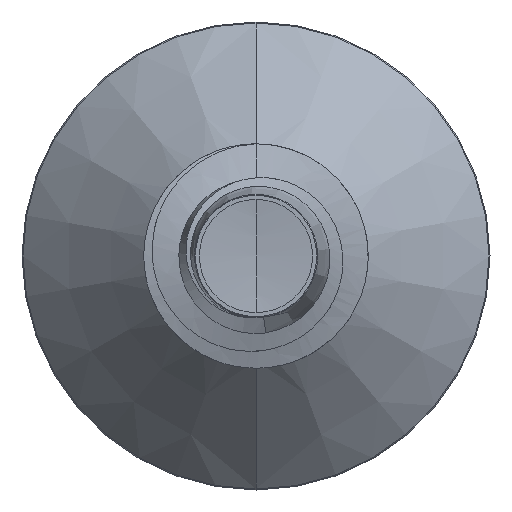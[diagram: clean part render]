
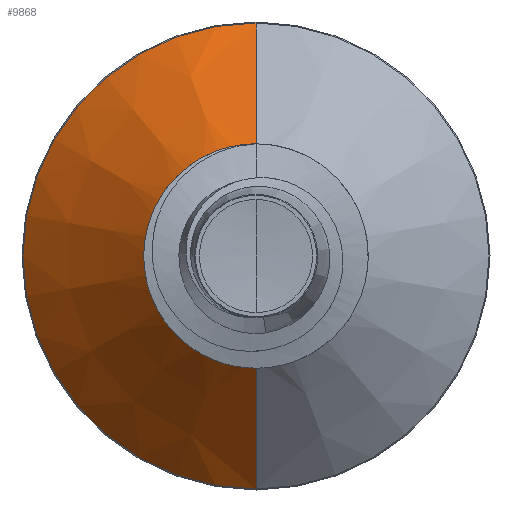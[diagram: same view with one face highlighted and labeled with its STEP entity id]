
A CAD part, front view. The second image highlights one B-rep face of the part: STEP entity #9868.
In plain terms, the highlighted conical face has half-angle 45 degrees and reference radius 1.633 mm.
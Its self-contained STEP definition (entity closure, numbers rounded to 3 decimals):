
#42 = DIRECTION ( 'NONE',  ( 0., 0.707, -0.707 ) ) ;
#105 = DIRECTION ( 'NONE',  ( 0., 0., 1. ) ) ;
#107 = DIRECTION ( 'NONE',  ( 0., 1., 0. ) ) ;
#121 = CARTESIAN_POINT ( 'NONE',  ( 0., 5.335, 0. ) ) ;
#152 = CARTESIAN_POINT ( 'NONE',  ( 0., 3.332, -1.632 ) ) ;
#881 = DIRECTION ( 'NONE',  ( 0., 0., 1. ) ) ;
#923 = DIRECTION ( 'NONE',  ( 0., 1., 0. ) ) ;
#974 = CARTESIAN_POINT ( 'NONE',  ( 0., 3.332, 0. ) ) ;
#1665 = DIRECTION ( 'NONE',  ( 0., 0.707, 0.707 ) ) ;
#1677 = CARTESIAN_POINT ( 'NONE',  ( 0., 3.332, 1.632 ) ) ;
#1948 = VECTOR ( 'NONE', #1665, 1000. ) ;
#2056 = CARTESIAN_POINT ( 'NONE',  ( 0., 5.335, 3.635 ) ) ;
#2122 = CARTESIAN_POINT ( 'NONE',  ( 0., 5.335, -3.635 ) ) ;
#2785 = VECTOR ( 'NONE', #42, 1000. ) ;
#2948 = EDGE_CURVE ( 'NONE', #7891, #10039, #7697, .T. ) ;
#3019 = EDGE_CURVE ( 'NONE', #6123, #7891, #5365, .T. ) ;
#3526 = CARTESIAN_POINT ( 'NONE',  ( 0., 3.332, 1.632 ) ) ;
#4367 = EDGE_LOOP ( 'NONE', ( #4873, #7108, #8732, #9994 ) ) ;
#4873 = ORIENTED_EDGE ( 'NONE', *, *, #3019, .F. ) ;
#4996 = EDGE_CURVE ( 'NONE', #9606, #10039, #9896, .T. ) ;
#5341 = CIRCLE ( 'NONE', #7578, 1.632 ) ;
#5365 = LINE ( 'NONE', #152, #2785 ) ;
#6123 = VERTEX_POINT ( 'NONE', #9696 ) ;
#6450 = AXIS2_PLACEMENT_3D ( 'NONE', #121, #107, #105 ) ;
#7108 = ORIENTED_EDGE ( 'NONE', *, *, #8026, .T. ) ;
#7578 = AXIS2_PLACEMENT_3D ( 'NONE', #10093, #9878, #9860 ) ;
#7697 = CIRCLE ( 'NONE', #6450, 3.635 ) ;
#7891 = VERTEX_POINT ( 'NONE', #2122 ) ;
#8026 = EDGE_CURVE ( 'NONE', #6123, #9606, #5341, .T. ) ;
#8732 = ORIENTED_EDGE ( 'NONE', *, *, #4996, .T. ) ;
#9372 = AXIS2_PLACEMENT_3D ( 'NONE', #974, #923, #881 ) ;
#9582 = CONICAL_SURFACE ( 'NONE', #9372, 1.632, 0.785 ) ;
#9606 = VERTEX_POINT ( 'NONE', #3526 ) ;
#9696 = CARTESIAN_POINT ( 'NONE',  ( 0., 3.332, -1.632 ) ) ;
#9699 = FACE_OUTER_BOUND ( 'NONE', #4367, .T. ) ;
#9860 = DIRECTION ( 'NONE',  ( 0., 0., 1. ) ) ;
#9868 = ADVANCED_FACE ( 'NONE', ( #9699 ), #9582, .T. ) ;
#9878 = DIRECTION ( 'NONE',  ( 0., 1., 0. ) ) ;
#9896 = LINE ( 'NONE', #1677, #1948 ) ;
#9994 = ORIENTED_EDGE ( 'NONE', *, *, #2948, .F. ) ;
#10039 = VERTEX_POINT ( 'NONE', #2056 ) ;
#10093 = CARTESIAN_POINT ( 'NONE',  ( 0., 3.332, 0. ) ) ;
